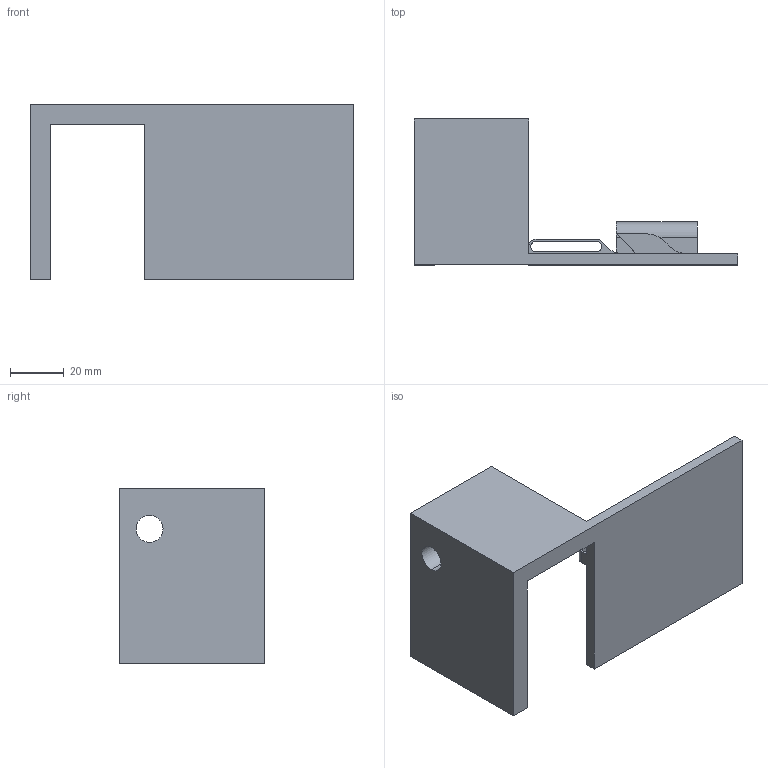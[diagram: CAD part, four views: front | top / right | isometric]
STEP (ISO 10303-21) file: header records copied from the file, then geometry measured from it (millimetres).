
FILE_DESCRIPTION (( 'STEP AP214' ), '1' );
FILE_NAME ('Camry_Stereo_BaseMk2.STEP', '2025-03-02T21:02:04', ( '' ), ( '' ), 'SwSTEP 2.0', 'SolidWorks 2024', '' );
FILE_SCHEMA (( 'AUTOMOTIVE_DESIGN' ));
Length unit declared in the file: millimetre
Products named in the file (1): Camry_Stereo_BaseMk2
Bounding box: 120 x 54 x 65 mm (x, y, z)
Volume: 64642.5 mm3; surface area: 28429.7 mm2
Topology: 1 solids, 1 shells, 54 faces, 146 edges, 97 vertices
Faces by surface type: plane 36, cylinder 18
Entity records: 1737 total; most frequent: CARTESIAN_POINT 298, DIRECTION 292, ORIENTED_EDGE 292, EDGE_CURVE 146, VECTOR 110, LINE 110, VERTEX_POINT 97, AXIS2_PLACEMENT_3D 91
